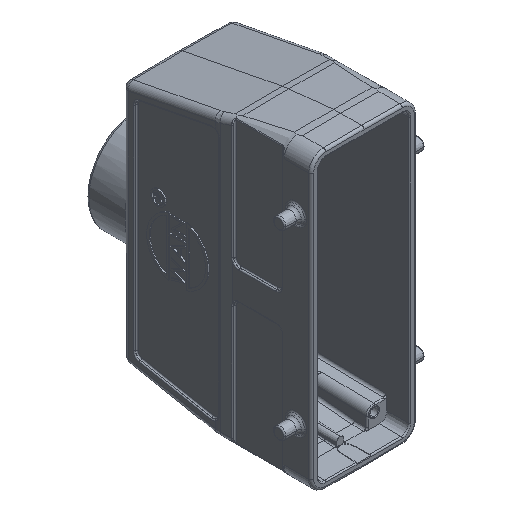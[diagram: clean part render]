
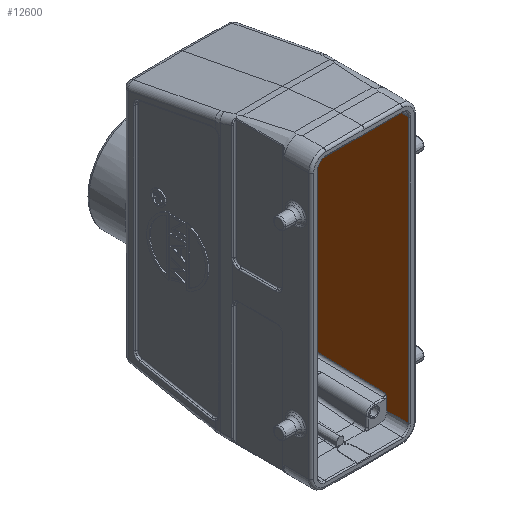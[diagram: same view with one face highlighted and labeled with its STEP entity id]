
A CAD part, isometric view. The second image highlights one B-rep face of the part: STEP entity #12600.
In plain terms, the highlighted planar face has unit normal (-1, -0.009, 0).
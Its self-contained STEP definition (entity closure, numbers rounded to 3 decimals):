
#565=CARTESIAN_POINT('',(18.496,-44.889,-47.984));
#566=CARTESIAN_POINT('',(18.496,-44.983,-48.119));
#567=CARTESIAN_POINT('',(18.498,-45.161,-48.371));
#568=CARTESIAN_POINT('',(18.5,-45.342,-48.749));
#569=CARTESIAN_POINT('',(18.5,-45.385,-48.984));
#570=CARTESIAN_POINT('',(18.5,-45.385,-49.099));
#577=DIRECTION('',(0.,0.,1.));
#578=VECTOR('',#577,4.901);
#579=CARTESIAN_POINT('',(18.5,-45.385,-54.));
#580=LINE('',#579,#578);
#581=DIRECTION('',(-0.009,0.999,0.031));
#582=VECTOR('',#581,61.354);
#583=CARTESIAN_POINT('',(18.496,-44.889,-47.984));
#584=LINE('',#583,#582);
#585=CARTESIAN_POINT('',(17.961,16.326,-16.337));
#586=CARTESIAN_POINT('',(17.963,16.158,-16.323));
#587=CARTESIAN_POINT('',(17.966,15.852,-16.243));
#588=CARTESIAN_POINT('',(17.97,15.382,-15.943));
#589=CARTESIAN_POINT('',(17.973,14.984,-15.478));
#590=CARTESIAN_POINT('',(17.976,14.676,-14.869));
#591=CARTESIAN_POINT('',(17.978,14.473,-14.136));
#592=CARTESIAN_POINT('',(17.978,14.427,-13.574));
#593=CARTESIAN_POINT('',(17.978,14.424,-13.274));
#595=CARTESIAN_POINT('',(17.978,14.424,13.274));
#596=CARTESIAN_POINT('',(17.978,14.427,13.573));
#597=CARTESIAN_POINT('',(17.978,14.473,14.134));
#598=CARTESIAN_POINT('',(17.976,14.675,14.869));
#599=CARTESIAN_POINT('',(17.973,14.985,15.479));
#600=CARTESIAN_POINT('',(17.97,15.383,15.945));
#601=CARTESIAN_POINT('',(17.966,15.855,16.244));
#602=CARTESIAN_POINT('',(17.963,16.159,16.324));
#603=CARTESIAN_POINT('',(17.961,16.326,16.337));
#605=DIRECTION('',(0.009,-0.982,0.19));
#606=VECTOR('',#605,1.436);
#607=CARTESIAN_POINT('',(17.961,16.433,46.39));
#608=LINE('',#607,#606);
#609=CARTESIAN_POINT('',(17.973,15.023,46.663));
#610=CARTESIAN_POINT('',(17.998,12.103,47.227));
#611=CARTESIAN_POINT('',(18.024,9.131,47.524));
#612=CARTESIAN_POINT('',(18.05,6.157,47.55));
#614=DIRECTION('',(0.009,-1.,0.009));
#615=VECTOR('',#614,51.049);
#616=CARTESIAN_POINT('',(18.05,6.157,47.55));
#617=LINE('',#616,#615);
#618=DIRECTION('',(0.,0.,1.));
#619=VECTOR('',#618,4.89);
#620=CARTESIAN_POINT('',(18.5,-45.385,49.11));
#621=LINE('',#620,#619);
#626=DIRECTION('',(0.009,-1.,0.));
#627=VECTOR('',#626,8.705);
#628=CARTESIAN_POINT('',(18.5,-45.385,-54.));
#629=LINE('',#628,#627);
#747=DIRECTION('',(0.,0.,1.));
#748=VECTOR('',#747,108.);
#749=CARTESIAN_POINT('',(18.576,-54.089,-54.));
#750=LINE('',#749,#748);
#1247=DIRECTION('',(-0.009,1.,0.));
#1248=VECTOR('',#1247,8.705);
#1249=CARTESIAN_POINT('',(18.576,-54.089,54.));
#1250=LINE('',#1249,#1248);
#1294=CARTESIAN_POINT('',(18.5,-45.385,49.11));
#1295=CARTESIAN_POINT('',(18.5,-45.385,48.996));
#1296=CARTESIAN_POINT('',(18.5,-45.343,48.761));
#1297=CARTESIAN_POINT('',(18.498,-45.162,48.383));
#1298=CARTESIAN_POINT('',(18.497,-44.984,48.131));
#1299=CARTESIAN_POINT('',(18.496,-44.889,47.996));
#1351=DIRECTION('',(0.,0.,-1.));
#1352=VECTOR('',#1351,30.048);
#1353=CARTESIAN_POINT('',(17.961,16.433,46.39));
#1354=LINE('',#1353,#1352);
#1536=DIRECTION('',(0.009,-0.999,-0.051));
#1537=VECTOR('',#1536,0.107);
#1538=CARTESIAN_POINT('',(17.961,16.433,16.343));
#1539=LINE('',#1538,#1537);
#1560=DIRECTION('',(0.,0.,-1.));
#1561=VECTOR('',#1560,26.547);
#1562=CARTESIAN_POINT('',(17.978,14.424,13.274));
#1563=LINE('',#1562,#1561);
#1583=DIRECTION('',(-0.009,0.999,-0.048));
#1584=VECTOR('',#1583,0.107);
#1585=CARTESIAN_POINT('',(17.961,16.326,-16.337));
#1586=LINE('',#1585,#1584);
#1633=DIRECTION('',(0.,0.,-1.));
#1634=VECTOR('',#1633,29.743);
#1635=CARTESIAN_POINT('',(17.961,16.433,-16.342));
#1636=LINE('',#1635,#1634);
#9440=VERTEX_POINT('',#565);
#9441=VERTEX_POINT('',#570);
#9442=CARTESIAN_POINT('',(18.5,-45.385,
-54.));
#9443=CARTESIAN_POINT('',(18.576,-54.089,
-54.));
#9444=VERTEX_POINT('',#9442);
#9445=VERTEX_POINT('',#9443);
#9446=CARTESIAN_POINT('',(17.961,16.433,-46.085));
#9447=VERTEX_POINT('',#9446);
#9448=CARTESIAN_POINT('',(17.961,16.433,-16.342));
#9449=VERTEX_POINT('',#9448);
#9450=CARTESIAN_POINT('',(17.961,16.326,-16.337));
#9451=VERTEX_POINT('',#9450);
#9452=VERTEX_POINT('',#593);
#9453=CARTESIAN_POINT('',(17.978,14.424,13.274));
#9454=VERTEX_POINT('',#9453);
#9455=VERTEX_POINT('',#603);
#9456=CARTESIAN_POINT('',(17.961,16.433,16.343));
#9457=VERTEX_POINT('',#9456);
#9458=CARTESIAN_POINT('',(17.961,16.433,46.39));
#9459=VERTEX_POINT('',#9458);
#9460=CARTESIAN_POINT('',(17.973,15.023,46.663));
#9461=VERTEX_POINT('',#9460);
#9462=VERTEX_POINT('',#612);
#9463=CARTESIAN_POINT('',(18.496,-44.889,47.996));
#9464=VERTEX_POINT('',#9463);
#9465=VERTEX_POINT('',#1294);
#9466=CARTESIAN_POINT('',(18.5,-45.385,54.));
#9467=VERTEX_POINT('',#9466);
#9468=CARTESIAN_POINT('',(18.576,-54.089,54.));
#9469=VERTEX_POINT('',#9468);
#12558=CARTESIAN_POINT('',(18.5,-45.385,57.));
#12559=DIRECTION('',(-1.,-0.009,0.));
#12560=DIRECTION('',(0.009,-1.,0.));
#12561=AXIS2_PLACEMENT_3D('',#12558,#12559,#12560);
#12562=PLANE('',#12561);
#12564=ORIENTED_EDGE('',*,*,#12563,.F.);
#12566=ORIENTED_EDGE('',*,*,#12565,.T.);
#12567=ORIENTED_EDGE('',*,*,#12548,.F.);
#12569=ORIENTED_EDGE('',*,*,#12568,.T.);
#12571=ORIENTED_EDGE('',*,*,#12570,.F.);
#12573=ORIENTED_EDGE('',*,*,#12572,.F.);
#12575=ORIENTED_EDGE('',*,*,#12574,.T.);
#12577=ORIENTED_EDGE('',*,*,#12576,.F.);
#12579=ORIENTED_EDGE('',*,*,#12578,.T.);
#12581=ORIENTED_EDGE('',*,*,#12580,.F.);
#12583=ORIENTED_EDGE('',*,*,#12582,.F.);
#12585=ORIENTED_EDGE('',*,*,#12584,.T.);
#12587=ORIENTED_EDGE('',*,*,#12586,.T.);
#12589=ORIENTED_EDGE('',*,*,#12588,.T.);
#12591=ORIENTED_EDGE('',*,*,#12590,.F.);
#12593=ORIENTED_EDGE('',*,*,#12592,.T.);
#12595=ORIENTED_EDGE('',*,*,#12594,.F.);
#12597=ORIENTED_EDGE('',*,*,#12596,.F.);
#12598=EDGE_LOOP('',(#12564,#12566,#12567,#12569,#12571,#12573,#12575,#12577,
#12579,#12581,#12583,#12585,#12587,#12589,#12591,#12593,#12595,#12597));
#12599=FACE_OUTER_BOUND('',#12598,.F.);
#12600=ADVANCED_FACE('',(#12599),#12562,.T.);
#571=B_SPLINE_CURVE_WITH_KNOTS('',3,(#565,#566,#567,#568,#569,#570),
.UNSPECIFIED.,.F.,.F.,(4,1,1,4),(0.,0.333,0.667,1.),
.UNSPECIFIED.);
#594=B_SPLINE_CURVE_WITH_KNOTS('',3,(#585,#586,#587,#588,#589,#590,#591,#592,
#593),.UNSPECIFIED.,.F.,.F.,(4,1,1,1,1,1,4),(0.,0.167,
0.333,0.5,0.667,0.833,1.),
.UNSPECIFIED.);
#604=B_SPLINE_CURVE_WITH_KNOTS('',3,(#595,#596,#597,#598,#599,#600,#601,#602,
#603),.UNSPECIFIED.,.F.,.F.,(4,1,1,1,1,1,4),(0.,0.167,
0.333,0.5,0.667,0.833,1.),
.UNSPECIFIED.);
#613=B_SPLINE_CURVE_WITH_KNOTS('',3,(#609,#610,#611,#612),.UNSPECIFIED.,.F.,.F.,
(4,4),(0.,1.),.UNSPECIFIED.);
#1300=B_SPLINE_CURVE_WITH_KNOTS('',3,(#1294,#1295,#1296,#1297,#1298,#1299),
.UNSPECIFIED.,.F.,.F.,(4,1,1,4),(0.,0.333,0.667,1.),
.UNSPECIFIED.);
#12548=EDGE_CURVE('',#9440,#9441,#571,.T.);
#12563=EDGE_CURVE('',#9444,#9445,#629,.T.);
#12565=EDGE_CURVE('',#9444,#9441,#580,.T.);
#12568=EDGE_CURVE('',#9440,#9447,#584,.T.);
#12570=EDGE_CURVE('',#9449,#9447,#1636,.T.);
#12572=EDGE_CURVE('',#9451,#9449,#1586,.T.);
#12574=EDGE_CURVE('',#9451,#9452,#594,.T.);
#12576=EDGE_CURVE('',#9454,#9452,#1563,.T.);
#12578=EDGE_CURVE('',#9454,#9455,#604,.T.);
#12580=EDGE_CURVE('',#9457,#9455,#1539,.T.);
#12582=EDGE_CURVE('',#9459,#9457,#1354,.T.);
#12584=EDGE_CURVE('',#9459,#9461,#608,.T.);
#12586=EDGE_CURVE('',#9461,#9462,#613,.T.);
#12588=EDGE_CURVE('',#9462,#9464,#617,.T.);
#12590=EDGE_CURVE('',#9465,#9464,#1300,.T.);
#12592=EDGE_CURVE('',#9465,#9467,#621,.T.);
#12594=EDGE_CURVE('',#9469,#9467,#1250,.T.);
#12596=EDGE_CURVE('',#9445,#9469,#750,.T.);
